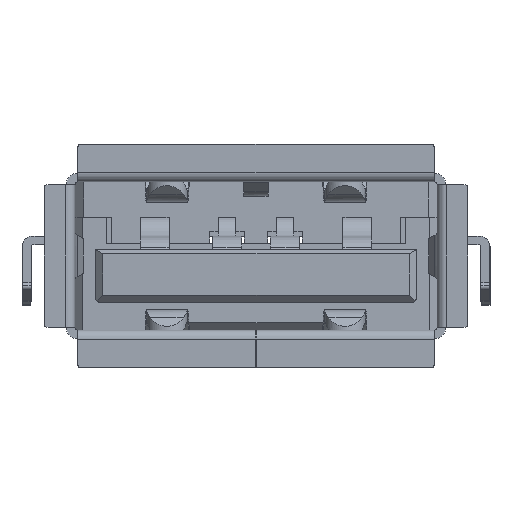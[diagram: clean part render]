
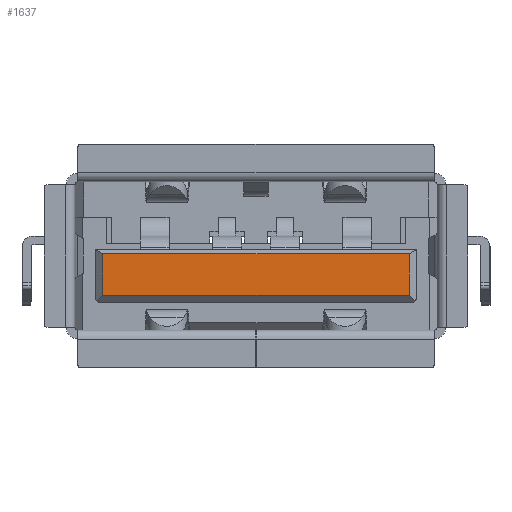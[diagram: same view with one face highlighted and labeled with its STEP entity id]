
A CAD part, front view. The second image highlights one B-rep face of the part: STEP entity #1637.
In plain terms, the highlighted planar face has unit normal (0, -1, 0).
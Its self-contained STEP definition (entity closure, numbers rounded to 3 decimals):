
#1637 = ADVANCED_FACE( '', ( #3772 ), #3773, .F. );
#3772 = FACE_OUTER_BOUND( '', #6557, .T. );
#3773 = PLANE( '', #6558 );
#6557 = EDGE_LOOP( '', ( #11022, #11023, #11024, #11025 ) );
#6558 = AXIS2_PLACEMENT_3D( '', #11026, #11027, #11028 );
#11022 = ORIENTED_EDGE( '', *, *, #18749, .T. );
#11023 = ORIENTED_EDGE( '', *, *, #18553, .T. );
#11024 = ORIENTED_EDGE( '', *, *, #18750, .T. );
#11025 = ORIENTED_EDGE( '', *, *, #18751, .T. );
#11026 = CARTESIAN_POINT( '', ( 0., -5.235, 0. ) );
#11027 = DIRECTION( '', ( 0., 1., 0. ) );
#11028 = DIRECTION( '', ( 0., 0., 1. ) );
#18553 = EDGE_CURVE( '', #22942, #22939, #22943, .T. );
#18749 = EDGE_CURVE( '', #23253, #22942, #23254, .T. );
#18750 = EDGE_CURVE( '', #22939, #23255, #23256, .T. );
#18751 = EDGE_CURVE( '', #23255, #23253, #23257, .T. );
#22939 = VERTEX_POINT( '', #29127 );
#22942 = VERTEX_POINT( '', #29131 );
#22943 = LINE( '', #29132, #29133 );
#23253 = VERTEX_POINT( '', #29689 );
#23254 = LINE( '', #29690, #29691 );
#23255 = VERTEX_POINT( '', #29692 );
#23256 = LINE( '', #29693, #29694 );
#23257 = LINE( '', #29695, #29696 );
#29127 = CARTESIAN_POINT( '', ( -5.299, -5.235, 0.77 ) );
#29131 = CARTESIAN_POINT( '', ( 5.299, -5.235, 0.77 ) );
#29132 = CARTESIAN_POINT( '', ( -5.299, -5.235, 0.77 ) );
#29133 = VECTOR( '', #35229, 1000. );
#29689 = CARTESIAN_POINT( '', ( 5.299, -5.235, -0.669 ) );
#29690 = CARTESIAN_POINT( '', ( 5.299, -5.235, 0.92 ) );
#29691 = VECTOR( '', #35442, 1000. );
#29692 = CARTESIAN_POINT( '', ( -5.299, -5.235, -0.669 ) );
#29693 = CARTESIAN_POINT( '', ( -5.299, -5.235, -0.92 ) );
#29694 = VECTOR( '', #35443, 1000. );
#29695 = CARTESIAN_POINT( '', ( 5.55, -5.235, -0.669 ) );
#29696 = VECTOR( '', #35444, 1000. );
#35229 = DIRECTION( '', ( -1., 0., 0. ) );
#35442 = DIRECTION( '', ( 0., 0., 1. ) );
#35443 = DIRECTION( '', ( 0., 0., -1. ) );
#35444 = DIRECTION( '', ( 1., 0., 0. ) );
